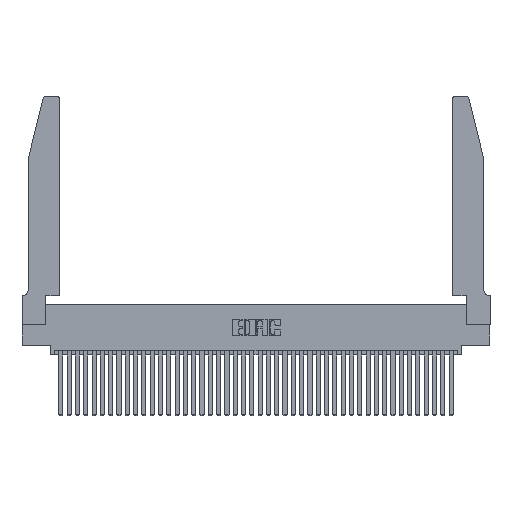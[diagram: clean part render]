
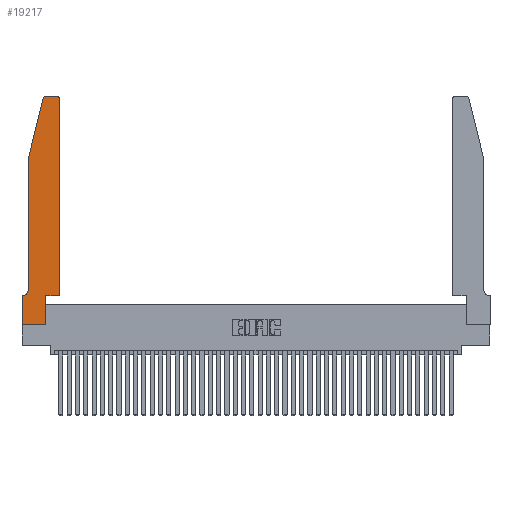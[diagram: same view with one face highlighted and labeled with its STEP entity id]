
A CAD part, top view. The second image highlights one B-rep face of the part: STEP entity #19217.
In plain terms, the highlighted planar face has unit normal (0, 0, 1).
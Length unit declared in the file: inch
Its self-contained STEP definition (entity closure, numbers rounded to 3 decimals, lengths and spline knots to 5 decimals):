
#17 = EDGE_CURVE ( 'NONE', #6997, #35626, #17521, .T. ) ;
#2250 = VERTEX_POINT ( 'NONE', #2762 ) ;
#2762 = CARTESIAN_POINT ( 'NONE',  ( 0.25487, 2.72718, 0.37 ) ) ;
#3370 = VERTEX_POINT ( 'NONE', #20047 ) ;
#3409 = VERTEX_POINT ( 'NONE', #17055 ) ;
#3900 = LINE ( 'NONE', #25086, #31533 ) ;
#4480 = VECTOR ( 'NONE', #24578, 39.37008 ) ;
#4615 = CARTESIAN_POINT ( 'NONE',  ( 0., 0.35, 0.37 ) ) ;
#6038 = DIRECTION ( 'NONE',  ( 0., -1., 0. ) ) ;
#6997 = VERTEX_POINT ( 'NONE', #11754 ) ;
#7075 = LINE ( 'NONE', #19976, #31624 ) ;
#7299 = CARTESIAN_POINT ( 'NONE',  ( 0., 0., 0.37 ) ) ;
#8462 = ORIENTED_EDGE ( 'NONE', *, *, #37855, .T. ) ;
#9549 = CARTESIAN_POINT ( 'NONE',  ( 0.284, 2.75, 0.37 ) ) ;
#10111 = DIRECTION ( 'NONE',  ( 1., 0., 0. ) ) ;
#10520 = LINE ( 'NONE', #28523, #25585 ) ;
#11017 = EDGE_CURVE ( 'NONE', #3409, #17964, #29945, .T. ) ;
#11754 = CARTESIAN_POINT ( 'NONE',  ( 0.4505, 2.72, 0.37 ) ) ;
#11918 = AXIS2_PLACEMENT_3D ( 'NONE', #15163, #19623, #10111 ) ;
#11941 = CARTESIAN_POINT ( 'NONE',  ( 0.284, 2.72, 0.37 ) ) ;
#12422 = EDGE_CURVE ( 'NONE', #2250, #3370, #13387, .T. ) ;
#12520 = ORIENTED_EDGE ( 'NONE', *, *, #11017, .T. ) ;
#12870 = ORIENTED_EDGE ( 'NONE', *, *, #40501, .T. ) ;
#12973 = ORIENTED_EDGE ( 'NONE', *, *, #30618, .T. ) ;
#13107 = LINE ( 'NONE', #21356, #4480 ) ;
#13387 = LINE ( 'NONE', #39123, #28406 ) ;
#13395 = AXIS2_PLACEMENT_3D ( 'NONE', #11941, #34271, #15167 ) ;
#13568 = CARTESIAN_POINT ( 'NONE',  ( 0.0055, 0.42, 0.37 ) ) ;
#13745 = DIRECTION ( 'NONE',  ( -0.239, -0.971, 0. ) ) ;
#13863 = ORIENTED_EDGE ( 'NONE', *, *, #17, .T. ) ;
#14287 = CARTESIAN_POINT ( 'NONE',  ( 0., 0., 0.37 ) ) ;
#15163 = CARTESIAN_POINT ( 'NONE',  ( 0.4205, 2.72, 0.37 ) ) ;
#15167 = DIRECTION ( 'NONE',  ( 1., 0., 0. ) ) ;
#15301 = CARTESIAN_POINT ( 'NONE',  ( 0.4505, 0.35, 0.37 ) ) ;
#15317 = CARTESIAN_POINT ( 'NONE',  ( 0.0755, 0.35, 0.37 ) ) ;
#15969 = DIRECTION ( 'NONE',  ( 0., 1., 0. ) ) ;
#16790 = DIRECTION ( 'NONE',  ( -1., 0., 0. ) ) ;
#16995 = ORIENTED_EDGE ( 'NONE', *, *, #12422, .T. ) ;
#17055 = CARTESIAN_POINT ( 'NONE',  ( 0.0755, 0.42, 0.37 ) ) ;
#17521 = CIRCLE ( 'NONE', #11918, 0.03 ) ;
#17641 = DIRECTION ( 'NONE',  ( 0., 0., 1. ) ) ;
#17964 = VERTEX_POINT ( 'NONE', #31276 ) ;
#18528 = VERTEX_POINT ( 'NONE', #20507 ) ;
#18972 = VECTOR ( 'NONE', #33418, 39.37008 ) ;
#19217 = ADVANCED_FACE ( 'NONE', ( #40901 ), #27152, .T. ) ;
#19406 = ORIENTED_EDGE ( 'NONE', *, *, #37271, .T. ) ;
#19623 = DIRECTION ( 'NONE',  ( 0., 0., 1. ) ) ;
#19976 = CARTESIAN_POINT ( 'NONE',  ( 0., 0., 0.37 ) ) ;
#20008 = LINE ( 'NONE', #15317, #36912 ) ;
#20047 = CARTESIAN_POINT ( 'NONE',  ( 0.0755, 2., 0.37 ) ) ;
#20460 = EDGE_LOOP ( 'NONE', ( #35465, #35937, #16995, #8462, #12520, #28114, #12973, #12870, #27754, #25920, #19406, #13863 ) ) ;
#20507 = CARTESIAN_POINT ( 'NONE',  ( 0.2865, 0.35, 0.37 ) ) ;
#21356 = CARTESIAN_POINT ( 'NONE',  ( 0.2605, 2.75, 0.37 ) ) ;
#21594 = CARTESIAN_POINT ( 'NONE',  ( 0.4505, 0.35, 0.37 ) ) ;
#21805 = EDGE_CURVE ( 'NONE', #35811, #2250, #36372, .T. ) ;
#21838 = VERTEX_POINT ( 'NONE', #15301 ) ;
#22958 = AXIS2_PLACEMENT_3D ( 'NONE', #13568, #35875, #16790 ) ;
#24170 = VECTOR ( 'NONE', #15969, 39.37008 ) ;
#24578 = DIRECTION ( 'NONE',  ( -1., 0., 0. ) ) ;
#25086 = CARTESIAN_POINT ( 'NONE',  ( 0.2865, 0.35, 0.37 ) ) ;
#25585 = VECTOR ( 'NONE', #6038, 39.37008 ) ;
#25920 = ORIENTED_EDGE ( 'NONE', *, *, #40685, .T. ) ;
#26738 = VERTEX_POINT ( 'NONE', #36779 ) ;
#27152 = PLANE ( 'NONE',  #38809 ) ;
#27754 = ORIENTED_EDGE ( 'NONE', *, *, #37794, .T. ) ;
#28114 = ORIENTED_EDGE ( 'NONE', *, *, #33776, .T. ) ;
#28406 = VECTOR ( 'NONE', #13745, 39.37008 ) ;
#28523 = CARTESIAN_POINT ( 'NONE',  ( 0.0755, 2., 0.37 ) ) ;
#29921 = LINE ( 'NONE', #21594, #37382 ) ;
#29945 = CIRCLE ( 'NONE', #22958, 0.07 ) ;
#30618 = EDGE_CURVE ( 'NONE', #26738, #35351, #7075, .T. ) ;
#30922 = EDGE_CURVE ( 'NONE', #35626, #35811, #13107, .T. ) ;
#31276 = CARTESIAN_POINT ( 'NONE',  ( 0.0055, 0.35, 0.37 ) ) ;
#31533 = VECTOR ( 'NONE', #37689, 39.37008 ) ;
#31624 = VECTOR ( 'NONE', #35786, 39.37008 ) ;
#33418 = DIRECTION ( 'NONE',  ( 1., 0., 0. ) ) ;
#33776 = EDGE_CURVE ( 'NONE', #17964, #26738, #20008, .T. ) ;
#34271 = DIRECTION ( 'NONE',  ( 0., 0., 1. ) ) ;
#34421 = DIRECTION ( 'NONE',  ( -1., 0., 0. ) ) ;
#34554 = LINE ( 'NONE', #41419, #24170 ) ;
#35351 = VERTEX_POINT ( 'NONE', #7299 ) ;
#35465 = ORIENTED_EDGE ( 'NONE', *, *, #30922, .T. ) ;
#35626 = VERTEX_POINT ( 'NONE', #37238 ) ;
#35707 = VERTEX_POINT ( 'NONE', #37756 ) ;
#35786 = DIRECTION ( 'NONE',  ( 0., -1., 0. ) ) ;
#35811 = VERTEX_POINT ( 'NONE', #9549 ) ;
#35875 = DIRECTION ( 'NONE',  ( 0., 0., -1. ) ) ;
#35937 = ORIENTED_EDGE ( 'NONE', *, *, #21805, .T. ) ;
#36372 = CIRCLE ( 'NONE', #13395, 0.03 ) ;
#36779 = CARTESIAN_POINT ( 'NONE',  ( 0., 0.35, 0.37 ) ) ;
#36902 = LINE ( 'NONE', #14287, #18972 ) ;
#36912 = VECTOR ( 'NONE', #34421, 39.37008 ) ;
#37238 = CARTESIAN_POINT ( 'NONE',  ( 0.4205, 2.75, 0.37 ) ) ;
#37271 = EDGE_CURVE ( 'NONE', #21838, #6997, #34554, .T. ) ;
#37382 = VECTOR ( 'NONE', #40586, 39.37008 ) ;
#37689 = DIRECTION ( 'NONE',  ( 0., 1., 0. ) ) ;
#37756 = CARTESIAN_POINT ( 'NONE',  ( 0.2865, 0., 0.37 ) ) ;
#37794 = EDGE_CURVE ( 'NONE', #35707, #18528, #3900, .T. ) ;
#37855 = EDGE_CURVE ( 'NONE', #3370, #3409, #10520, .T. ) ;
#38809 = AXIS2_PLACEMENT_3D ( 'NONE', #4615, #17641, #39896 ) ;
#39123 = CARTESIAN_POINT ( 'NONE',  ( 0.0755, 2., 0.37 ) ) ;
#39896 = DIRECTION ( 'NONE',  ( 1., 0., 0. ) ) ;
#40501 = EDGE_CURVE ( 'NONE', #35351, #35707, #36902, .T. ) ;
#40586 = DIRECTION ( 'NONE',  ( 1., 0., 0. ) ) ;
#40685 = EDGE_CURVE ( 'NONE', #18528, #21838, #29921, .T. ) ;
#40901 = FACE_OUTER_BOUND ( 'NONE', #20460, .T. ) ;
#41419 = CARTESIAN_POINT ( 'NONE',  ( 0.4505, 0.35, 0.37 ) ) ;
